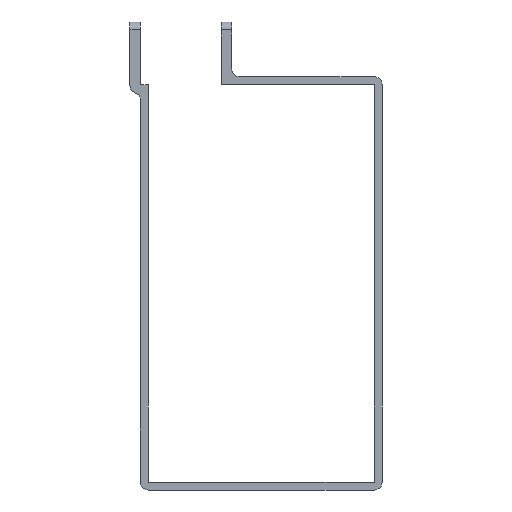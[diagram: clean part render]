
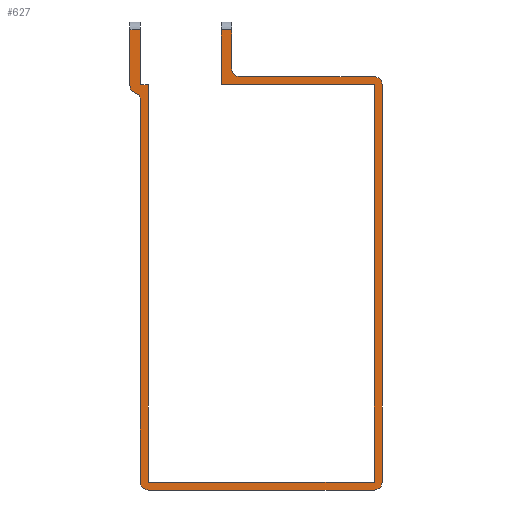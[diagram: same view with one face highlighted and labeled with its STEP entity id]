
A CAD part, front view. The second image highlights one B-rep face of the part: STEP entity #627.
In plain terms, the highlighted planar face has unit normal (0, -1, 0).
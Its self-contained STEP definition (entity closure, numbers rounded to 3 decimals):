
#24=PLANE('',#685);
#47=FACE_OUTER_BOUND('',#80,.T.);
#80=EDGE_LOOP('',(#466,#467,#468,#469,#470,#471,#472,#473,#474,#475,#476,
#477,#478,#479,#480,#481,#482,#483,#484,#485,#486));
#129=LINE('',#987,#193);
#132=LINE('',#995,#196);
#134=LINE('',#999,#198);
#135=LINE('',#1003,#199);
#136=LINE('',#1006,#200);
#137=LINE('',#1008,#201);
#138=LINE('',#1010,#202);
#139=LINE('',#1012,#203);
#140=LINE('',#1014,#204);
#141=LINE('',#1016,#205);
#142=LINE('',#1018,#206);
#143=LINE('',#1020,#207);
#144=LINE('',#1022,#208);
#145=LINE('',#1024,#209);
#146=LINE('',#1025,#210);
#193=VECTOR('',#779,10.);
#196=VECTOR('',#788,10.);
#198=VECTOR('',#792,10.);
#199=VECTOR('',#795,10.);
#200=VECTOR('',#798,10.);
#201=VECTOR('',#799,3.);
#202=VECTOR('',#800,10.);
#203=VECTOR('',#801,10.);
#204=VECTOR('',#802,10.);
#205=VECTOR('',#803,10.);
#206=VECTOR('',#804,10.);
#207=VECTOR('',#805,10.);
#208=VECTOR('',#806,10.);
#209=VECTOR('',#807,3.);
#210=VECTOR('',#808,10.);
#239=CIRCLE('',#669,3.);
#241=CIRCLE('',#672,3.);
#246=CIRCLE('',#680,3.);
#247=CIRCLE('',#683,3.);
#248=CIRCLE('',#686,3.);
#249=CIRCLE('',#687,3.);
#267=VERTEX_POINT('',#921);
#268=VERTEX_POINT('',#923);
#270=VERTEX_POINT('',#929);
#290=VERTEX_POINT('',#980);
#291=VERTEX_POINT('',#982);
#292=VERTEX_POINT('',#986);
#293=VERTEX_POINT('',#990);
#294=VERTEX_POINT('',#994);
#295=VERTEX_POINT('',#998);
#296=VERTEX_POINT('',#1000);
#297=VERTEX_POINT('',#1002);
#298=VERTEX_POINT('',#1005);
#299=VERTEX_POINT('',#1007);
#300=VERTEX_POINT('',#1009);
#301=VERTEX_POINT('',#1011);
#302=VERTEX_POINT('',#1013);
#303=VERTEX_POINT('',#1015);
#304=VERTEX_POINT('',#1017);
#305=VERTEX_POINT('',#1019);
#306=VERTEX_POINT('',#1021);
#307=VERTEX_POINT('',#1023);
#329=EDGE_CURVE('',#267,#268,#239,.T.);
#333=EDGE_CURVE('',#270,#267,#241,.T.);
#355=EDGE_CURVE('',#290,#291,#246,.T.);
#357=EDGE_CURVE('',#291,#292,#129,.T.);
#359=EDGE_CURVE('',#292,#293,#247,.T.);
#361=EDGE_CURVE('',#293,#294,#132,.T.);
#363=EDGE_CURVE('',#295,#270,#134,.T.);
#364=EDGE_CURVE('',#296,#295,#248,.T.);
#365=EDGE_CURVE('',#297,#296,#135,.T.);
#366=EDGE_CURVE('',#294,#297,#249,.T.);
#367=EDGE_CURVE('',#298,#290,#136,.T.);
#368=EDGE_CURVE('',#299,#298,#137,.T.);
#369=EDGE_CURVE('',#300,#299,#138,.T.);
#370=EDGE_CURVE('',#301,#300,#139,.T.);
#371=EDGE_CURVE('',#302,#301,#140,.T.);
#372=EDGE_CURVE('',#303,#302,#141,.T.);
#373=EDGE_CURVE('',#304,#303,#142,.T.);
#374=EDGE_CURVE('',#305,#304,#143,.T.);
#375=EDGE_CURVE('',#306,#305,#144,.T.);
#376=EDGE_CURVE('',#307,#306,#145,.T.);
#377=EDGE_CURVE('',#268,#307,#146,.T.);
#466=ORIENTED_EDGE('',*,*,#329,.F.);
#467=ORIENTED_EDGE('',*,*,#333,.F.);
#468=ORIENTED_EDGE('',*,*,#363,.F.);
#469=ORIENTED_EDGE('',*,*,#364,.F.);
#470=ORIENTED_EDGE('',*,*,#365,.F.);
#471=ORIENTED_EDGE('',*,*,#366,.F.);
#472=ORIENTED_EDGE('',*,*,#361,.F.);
#473=ORIENTED_EDGE('',*,*,#359,.F.);
#474=ORIENTED_EDGE('',*,*,#357,.F.);
#475=ORIENTED_EDGE('',*,*,#355,.F.);
#476=ORIENTED_EDGE('',*,*,#367,.F.);
#477=ORIENTED_EDGE('',*,*,#368,.F.);
#478=ORIENTED_EDGE('',*,*,#369,.F.);
#479=ORIENTED_EDGE('',*,*,#370,.F.);
#480=ORIENTED_EDGE('',*,*,#371,.F.);
#481=ORIENTED_EDGE('',*,*,#372,.F.);
#482=ORIENTED_EDGE('',*,*,#373,.F.);
#483=ORIENTED_EDGE('',*,*,#374,.F.);
#484=ORIENTED_EDGE('',*,*,#375,.F.);
#485=ORIENTED_EDGE('',*,*,#376,.F.);
#486=ORIENTED_EDGE('',*,*,#377,.F.);
#627=ADVANCED_FACE('',(#47),#24,.F.);
#669=AXIS2_PLACEMENT_3D('',#924,#735,#736);
#672=AXIS2_PLACEMENT_3D('',#931,#743,#744);
#680=AXIS2_PLACEMENT_3D('',#983,#774,#775);
#683=AXIS2_PLACEMENT_3D('',#991,#783,#784);
#685=AXIS2_PLACEMENT_3D('',#997,#790,#791);
#686=AXIS2_PLACEMENT_3D('',#1001,#793,#794);
#687=AXIS2_PLACEMENT_3D('',#1004,#796,#797);
#735=DIRECTION('center_axis',(0.,1.,0.));
#736=DIRECTION('ref_axis',(1.,0.,0.));
#743=DIRECTION('center_axis',(0.,-1.,0.));
#744=DIRECTION('ref_axis',(0.707,0.,0.707));
#774=DIRECTION('center_axis',(0.,-1.,0.));
#775=DIRECTION('ref_axis',(-0.707,0.,-0.707));
#779=DIRECTION('',(1.,0.,0.));
#783=DIRECTION('center_axis',(0.,1.,0.));
#784=DIRECTION('ref_axis',(0.707,0.,0.707));
#788=DIRECTION('',(0.,0.,-1.));
#790=DIRECTION('center_axis',(0.,1.,0.));
#791=DIRECTION('ref_axis',(1.,0.,0.));
#792=DIRECTION('',(0.,0.,1.));
#793=DIRECTION('center_axis',(0.,1.,0.));
#794=DIRECTION('ref_axis',(-0.707,0.,-0.707));
#795=DIRECTION('',(-1.,0.,0.));
#796=DIRECTION('center_axis',(0.,1.,0.));
#797=DIRECTION('ref_axis',(0.707,0.,-0.707));
#798=DIRECTION('',(0.,0.,-1.));
#799=DIRECTION('',(1.,0.,0.));
#800=DIRECTION('',(0.,0.,1.));
#801=DIRECTION('',(-1.,0.,0.));
#802=DIRECTION('',(0.,0.,1.));
#803=DIRECTION('',(1.,0.,0.));
#804=DIRECTION('',(0.,0.,-1.));
#805=DIRECTION('',(1.,0.,0.));
#806=DIRECTION('',(0.,0.,-1.));
#807=DIRECTION('',(1.,0.,0.));
#808=DIRECTION('',(0.,0.,1.));
#921=CARTESIAN_POINT('',(-2.,0.,-28.172));
#923=CARTESIAN_POINT('',(-4.,0.,-25.343));
#924=CARTESIAN_POINT('Origin',(-1.,0.,-25.343));
#929=CARTESIAN_POINT('',(0.,0.,-31.));
#931=CARTESIAN_POINT('Origin',(-3.,0.,-31.));
#980=CARTESIAN_POINT('',(34.5,0.,-19.));
#982=CARTESIAN_POINT('',(37.5,0.,-22.));
#983=CARTESIAN_POINT('Origin',(37.5,0.,-19.));
#986=CARTESIAN_POINT('',(88.5,0.,-22.));
#987=CARTESIAN_POINT('',(34.5,0.,-22.));
#990=CARTESIAN_POINT('',(91.5,0.,-25.));
#991=CARTESIAN_POINT('Origin',(88.5,0.,-25.));
#994=CARTESIAN_POINT('',(91.5,0.,-175.5));
#995=CARTESIAN_POINT('',(91.5,0.,-22.));
#997=CARTESIAN_POINT('Origin',(43.75,0.,-89.25));
#998=CARTESIAN_POINT('',(0.,0.,-175.5));
#999=CARTESIAN_POINT('',(0.,0.,-178.5));
#1000=CARTESIAN_POINT('',(3.,0.,-178.5));
#1001=CARTESIAN_POINT('Origin',(3.,0.,-175.5));
#1002=CARTESIAN_POINT('',(88.5,0.,-178.5));
#1003=CARTESIAN_POINT('',(91.5,0.,-178.5));
#1004=CARTESIAN_POINT('Origin',(88.5,0.,-175.5));
#1005=CARTESIAN_POINT('',(34.5,0.,-4.268));
#1006=CARTESIAN_POINT('',(34.5,0.,0.));
#1007=CARTESIAN_POINT('',(30.5,0.,-4.268));
#1008=CARTESIAN_POINT('',(30.5,0.,-4.268));
#1009=CARTESIAN_POINT('',(30.5,0.,-25.));
#1010=CARTESIAN_POINT('',(30.5,0.,-25.));
#1011=CARTESIAN_POINT('',(88.5,0.,-25.));
#1012=CARTESIAN_POINT('',(88.5,0.,-25.));
#1013=CARTESIAN_POINT('',(88.5,0.,-175.5));
#1014=CARTESIAN_POINT('',(88.5,0.,-175.5));
#1015=CARTESIAN_POINT('',(3.,0.,-175.5));
#1016=CARTESIAN_POINT('',(3.,0.,-175.5));
#1017=CARTESIAN_POINT('',(3.,0.,-25.));
#1018=CARTESIAN_POINT('',(3.,0.,-25.));
#1019=CARTESIAN_POINT('',(0.,0.,-25.));
#1020=CARTESIAN_POINT('',(0.,0.,-25.));
#1021=CARTESIAN_POINT('',(0.,0.,-4.268));
#1022=CARTESIAN_POINT('',(0.,0.,0.));
#1023=CARTESIAN_POINT('',(-4.,0.,-4.268));
#1024=CARTESIAN_POINT('',(-4.,0.,-4.268));
#1025=CARTESIAN_POINT('',(-4.,0.,-28.));
